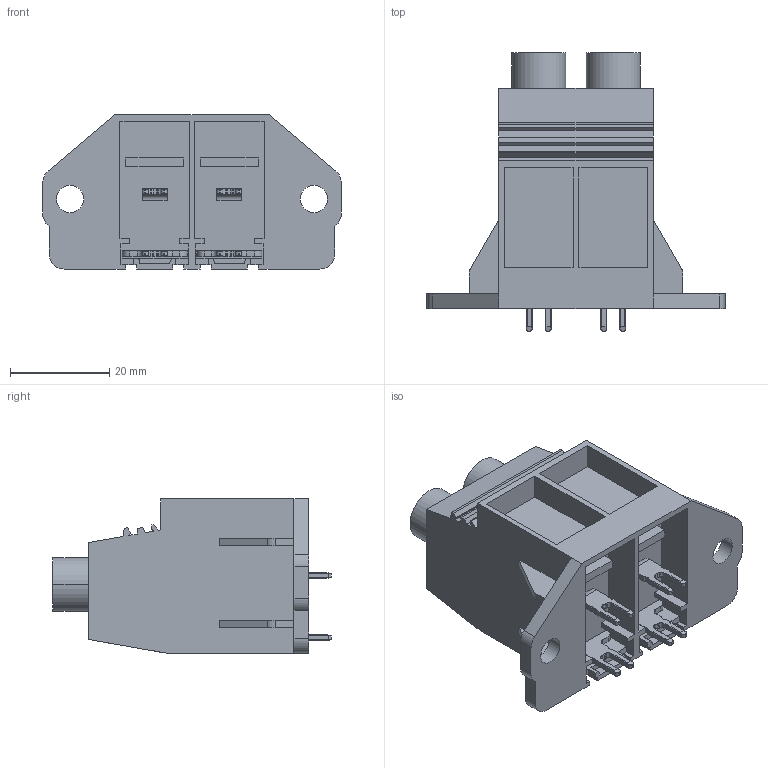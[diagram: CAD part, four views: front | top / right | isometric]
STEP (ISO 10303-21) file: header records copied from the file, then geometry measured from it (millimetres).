
FILE_DESCRIPTION(('CATIA V5 STEP Exchange'),'2;1');
FILE_NAME ('D1447678_0_1047370000_1047370000.stp','2016-10-04T10:35:32+00:00',('none'),('Weidmueller'),'CATIA Version 5-6 Release 2014','CATIA V5 STEP AP203','none');
FILE_SCHEMA(('CONFIG_CONTROL_DESIGN'));
Length unit declared in the file: millimetre
Products named in the file (1): 1047370000_S
Bounding box: 60 x 56 x 31 mm (x, y, z)
Volume: 32701.4 mm3; surface area: 13680.5 mm2
Topology: 7 solids, 7 shells, 421 faces, 1188 edges, 789 vertices
Faces by surface type: plane 291, cylinder 126, extrusion 4
Entity records: 12978 total; most frequent: CARTESIAN_POINT 2855, ORIENTED_EDGE 2376, DIRECTION 1614, EDGE_CURVE 1188, VECTOR 880, LINE 876, VERTEX_POINT 789, AXIS2_PLACEMENT_3D 464
